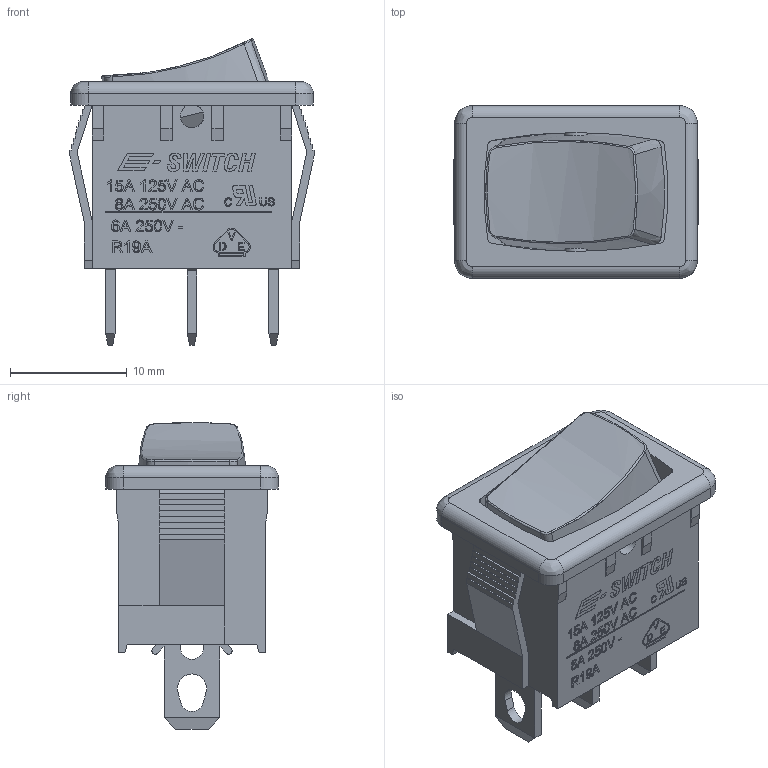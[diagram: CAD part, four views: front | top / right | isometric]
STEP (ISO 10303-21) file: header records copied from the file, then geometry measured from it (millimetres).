
FILE_DESCRIPTION(/* description */ (''),/* implementation_level */ '2;1');
FILE_NAME(/* name */ 'R1966IxxxxxxEF.stp',/* time_stamp */ '2024-04-18T16:50:47-05:00',/* author */ ('mwilliams'),/* organization */ (''),/* preprocessor_version */ 'ST-DEVELOPER v18.1',/* originating_system */ 'Autodesk Inventor 2022',/* authorisation */ '');
FILE_SCHEMA (('AUTOMOTIVE_DESIGN { 1 0 10303 214 3 1 1 }'));
Length unit declared in the file: inch
Products named in the file (1): R1966IxxxxxxEF
Bounding box: 20.94 x 14.8 x 26.3 mm (x, y, z)
Volume: 1826.4 mm3; surface area: 3605.3 mm2
Topology: 5 solids, 5 shells, 915 faces, 2467 edges, 1630 vertices
Faces by surface type: plane 552, bspline 300, cylinder 55, cone 8
Full cylindrical faces by diameter (mm): 2 x5
Entity records: 30340 total; most frequent: CARTESIAN_POINT 9233, ORIENTED_EDGE 4934, DIRECTION 3229, EDGE_CURVE 2467, LINE 1725, VECTOR 1725, VERTEX_POINT 1630, EDGE_LOOP 1009
